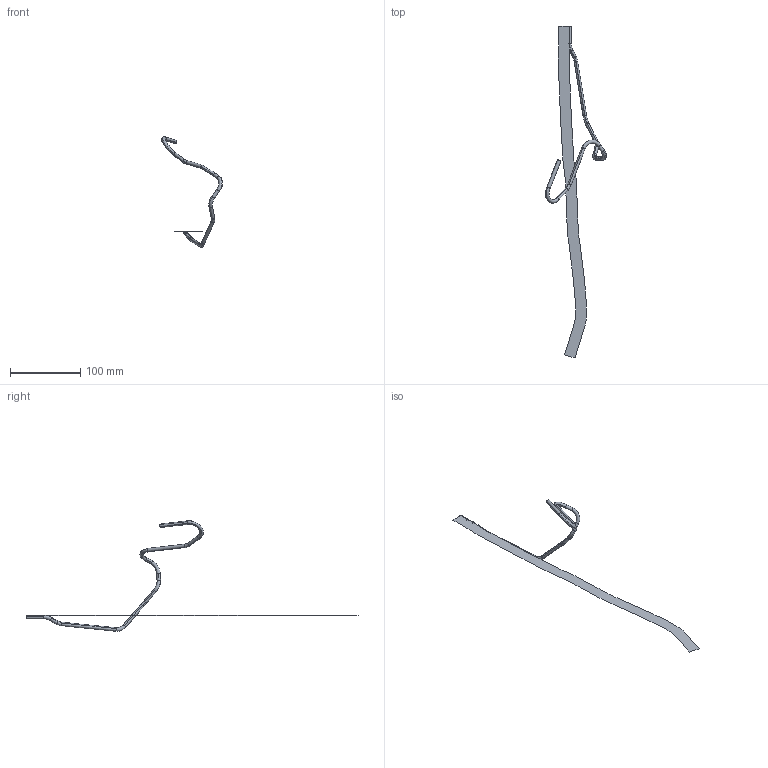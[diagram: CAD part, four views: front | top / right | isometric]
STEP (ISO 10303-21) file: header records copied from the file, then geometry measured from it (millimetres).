
FILE_DESCRIPTION (( 'STEP AP203' ), '1' );
FILE_NAME ('Flat - 3D PIPE.STEP', '2018-10-30T00:34:27', ( '' ), ( '' ), 'SwSTEP 2.0', 'SolidWorks 2018', '' );
FILE_SCHEMA (( 'CONFIG_CONTROL_DESIGN' ));
Length unit declared in the file: inch
Products named in the file (1): Flat - 3D PIPE
Bounding box: 86.61 x 472.3 x 157.24 mm (x, y, z)
Surface area: 22354.7 mm2 (no closed solid volume)
Topology: 0 solids, 3 shells, 98 faces, 326 edges, 232 vertices
Faces by surface type: cylinder 50, torus 45, plane 3
Entity records: 11261 total; most frequent: CARTESIAN_POINT 8315, DIRECTION 662, ORIENTED_EDGE 568, EDGE_CURVE 326, AXIS2_PLACEMENT_3D 307, VERTEX_POINT 232, CIRCLE 208, ADVANCED_FACE 98
